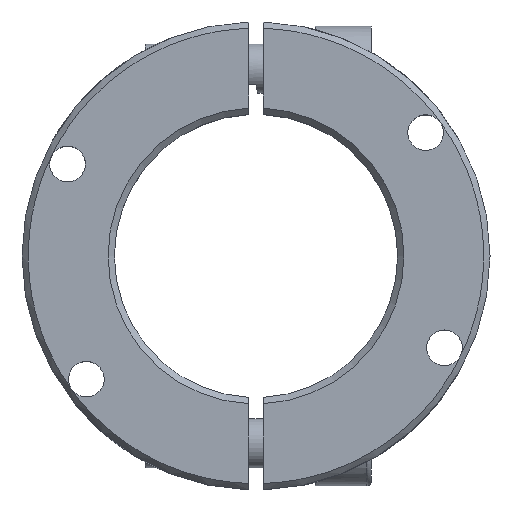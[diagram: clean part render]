
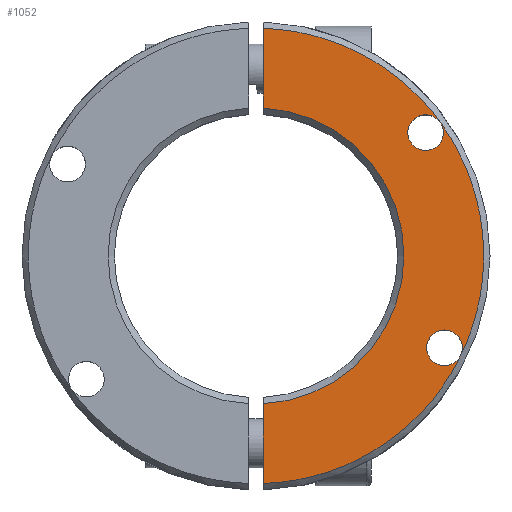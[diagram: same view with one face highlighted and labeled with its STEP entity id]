
A CAD part, top view. The second image highlights one B-rep face of the part: STEP entity #1052.
In plain terms, the highlighted planar face has unit normal (0, 0, 1).
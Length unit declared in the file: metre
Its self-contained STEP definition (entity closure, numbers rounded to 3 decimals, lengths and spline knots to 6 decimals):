
#50=LINE('',#1851,#112);
#51=LINE('',#1852,#113);
#112=VECTOR('',#1363,1.);
#113=VECTOR('',#1364,1.);
#155=PLANE('',#1159);
#344=ORIENTED_EDGE('',*,*,#600,.F.);
#345=ORIENTED_EDGE('',*,*,#601,.F.);
#346=ORIENTED_EDGE('',*,*,#602,.F.);
#347=ORIENTED_EDGE('',*,*,#603,.F.);
#348=ORIENTED_EDGE('',*,*,#597,.T.);
#349=ORIENTED_EDGE('',*,*,#604,.F.);
#597=EDGE_CURVE('',#731,#732,#799,.T.);
#600=EDGE_CURVE('',#733,#733,#800,.T.);
#601=EDGE_CURVE('',#734,#734,#801,.T.);
#602=EDGE_CURVE('',#735,#736,#802,.T.);
#603=EDGE_CURVE('',#731,#735,#50,.T.);
#604=EDGE_CURVE('',#736,#732,#51,.T.);
#731=VERTEX_POINT('',#1833);
#732=VERTEX_POINT('',#1834);
#733=VERTEX_POINT('',#1845);
#734=VERTEX_POINT('',#1847);
#735=VERTEX_POINT('',#1849);
#736=VERTEX_POINT('',#1850);
#799=CIRCLE('',#1158,0.016582);
#800=CIRCLE('',#1160,0.002);
#801=CIRCLE('',#1161,0.002);
#802=CIRCLE('',#1162,0.025518);
#856=EDGE_LOOP('',(#344));
#857=EDGE_LOOP('',(#345));
#858=EDGE_LOOP('',(#346,#347,#348,#349));
#951=FACE_BOUND('',#856,.T.);
#952=FACE_BOUND('',#857,.T.);
#953=FACE_BOUND('',#858,.T.);
#1052=ADVANCED_FACE('',(#951,#952,#953),#155,.F.);
#1158=AXIS2_PLACEMENT_3D('',#1832,#1353,#1354);
#1159=AXIS2_PLACEMENT_3D('',#1843,#1355,#1356);
#1160=AXIS2_PLACEMENT_3D('',#1844,#1357,#1358);
#1161=AXIS2_PLACEMENT_3D('',#1846,#1359,#1360);
#1162=AXIS2_PLACEMENT_3D('',#1848,#1361,#1362);
#1353=DIRECTION('',(0.,0.,-1.));
#1354=DIRECTION('',(-1.,0.,0.));
#1355=DIRECTION('',(0.,0.,-1.));
#1356=DIRECTION('',(-1.,0.,0.));
#1357=DIRECTION('',(0.,0.,1.));
#1358=DIRECTION('',(1.,0.,0.));
#1359=DIRECTION('',(0.,0.,1.));
#1360=DIRECTION('',(1.,0.,0.));
#1361=DIRECTION('',(0.,0.,-1.));
#1362=DIRECTION('',(-1.,0.,0.));
#1363=DIRECTION('',(0.,1.,0.));
#1364=DIRECTION('',(0.,1.,0.));
#1832=CARTESIAN_POINT('',(0.,0.,0.));
#1833=CARTESIAN_POINT('',(0.000825,0.016562,0.));
#1834=CARTESIAN_POINT('',(0.000825,-0.016562,0.));
#1843=CARTESIAN_POINT('',(0.025518,0.,0.));
#1844=CARTESIAN_POINT('',(0.021122,-0.010302,0.));
#1845=CARTESIAN_POINT('',(0.023122,-0.010302,0.));
#1846=CARTESIAN_POINT('',(0.019012,0.013813,0.));
#1847=CARTESIAN_POINT('',(0.021012,0.013813,0.));
#1848=CARTESIAN_POINT('',(0.,0.,0.));
#1849=CARTESIAN_POINT('',(0.000825,0.025505,0.));
#1850=CARTESIAN_POINT('',(0.000825,-0.025505,0.));
#1851=CARTESIAN_POINT('',(0.000825,0.048314,0.));
#1852=CARTESIAN_POINT('',(0.000825,0.048314,0.));
